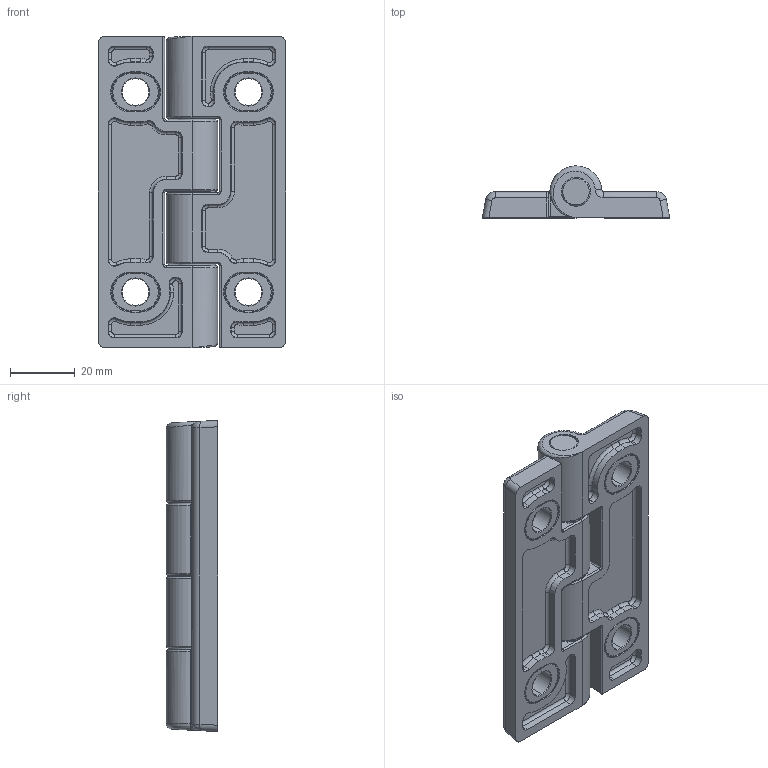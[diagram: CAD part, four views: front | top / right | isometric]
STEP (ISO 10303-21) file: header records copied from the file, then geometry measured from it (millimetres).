
FILE_DESCRIPTION(('STEP AP214'),'1');
FILE_NAME('fath_095050.stp','2017-04-24T02:23:07',('TraceParts'),('TraceParts S.A.'),'Spatial InterOp 3D',' ',' ');
FILE_SCHEMA(('automotive_design'));
Length unit declared in the file: millimetre
Products named in the file (10): fath_095050_1; fath_095050_2; fath_095050_3; fath_095050_4; fath_095050_5; fath_095050_6; fath_095050_7; fath_095050_8; fath_095050_9; fath_095050_10
Bounding box: 58 x 16 x 96.44 mm (x, y, z)
Volume: 42608.7 mm3; surface area: 28672 mm2
Topology: 10 solids, 10 shells, 809 faces, 1887 edges, 1110 vertices
Faces by surface type: torus 258, cylinder 216, plane 129, bspline 112, cone 94
Entity records: 31693 total; most frequent: CARTESIAN_POINT 6684, DIRECTION 4137, ORIENTED_EDGE 3770, EDGE_CURVE 1885, AXIS2_PLACEMENT_3D 1797, VERTEX_POINT 1110, CIRCLE 1090, EDGE_LOOP 847
